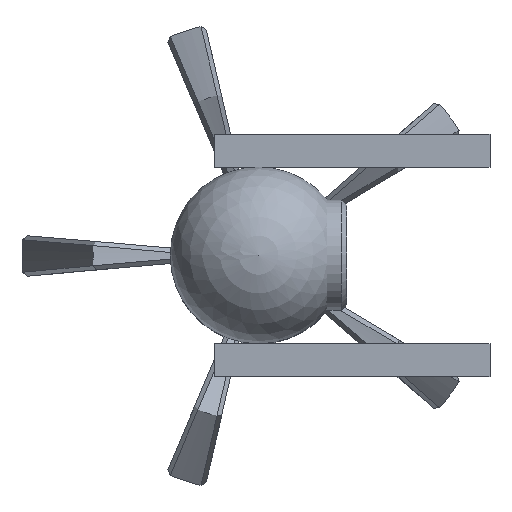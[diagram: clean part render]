
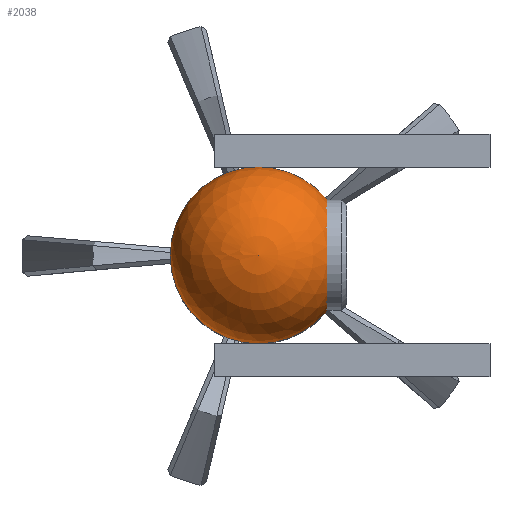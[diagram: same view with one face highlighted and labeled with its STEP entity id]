
A CAD part, top view. The second image highlights one B-rep face of the part: STEP entity #2038.
In plain terms, the highlighted spherical face has radius 400 mm.
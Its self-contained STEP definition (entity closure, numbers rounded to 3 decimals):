
#53=SPHERICAL_SURFACE('',#2212,400.);
#57=B_SPLINE_CURVE_WITH_KNOTS('',3,(#2879,#2880,#2881,#2882,#2883,#2884,
#2885,#2886,#2887,#2888,#2889,#2890,#2891,#2892,#2893,#2894,#2895,#2896,
#2897,#2898,#2899,#2900,#2901,#2902,#2903,#2904,#2905,#2906,#2907,#2908,
#2909,#2910,#2911,#2912,#2913,#2914),.UNSPECIFIED.,.F.,.F.,(4,2,2,2,2,2,
2,2,2,2,2,2,2,2,2,2,2,4),(2.759,3.129,3.744,
4.359,4.975,5.632,6.29,6.947,
7.605,8.257,8.909,9.56,10.212,
10.884,11.556,12.229,12.901,12.914),
 .UNSPECIFIED.);
#58=B_SPLINE_CURVE_WITH_KNOTS('',3,(#2931,#2932,#2933,#2934,#2935,#2936,
#2937,#2938,#2939,#2940,#2941,#2942,#2943,#2944,#2945,#2946,#2947,#2948,
#2949,#2950,#2951,#2952,#2953,#2954,#2955,#2956,#2957,#2958,#2959,#2960,
#2961,#2962,#2963,#2964,#2965,#2966,#2967,#2968,#2969,#2970,#2971,#2972),
 .UNSPECIFIED.,.F.,.F.,(4,2,2,2,2,2,2,2,2,2,2,2,2,2,2,2,2,2,2,2,4),(2.806,
3.06,4.081,4.569,5.057,5.545,
6.033,6.497,6.961,7.425,7.889,
8.352,8.816,9.28,9.744,10.232,
10.72,11.208,11.696,12.717,12.971),
 .UNSPECIFIED.);
#245=FACE_BOUND('',#604,.T.);
#246=FACE_BOUND('',#605,.T.);
#468=FACE_OUTER_BOUND('',#603,.T.);
#603=EDGE_LOOP('',(#1355,#1356,#1357,#1358));
#604=EDGE_LOOP('',(#1359,#1360));
#605=EDGE_LOOP('',(#1361,#1362));
#727=CIRCLE('',#2195,400.);
#728=CIRCLE('',#2196,400.);
#729=CIRCLE('',#2199,139.194);
#733=CIRCLE('',#2209,139.194);
#735=CIRCLE('',#2213,400.);
#782=VERTEX_POINT('',#2730);
#783=VERTEX_POINT('',#2732);
#787=VERTEX_POINT('',#2874);
#788=VERTEX_POINT('',#2875);
#791=VERTEX_POINT('',#2926);
#792=VERTEX_POINT('',#2927);
#793=VERTEX_POINT('',#2974);
#1000=EDGE_CURVE('',#782,#783,#727,.T.);
#1001=EDGE_CURVE('',#783,#782,#728,.T.);
#1005=EDGE_CURVE('',#787,#788,#729,.T.);
#1007=EDGE_CURVE('',#788,#787,#57,.T.);
#1012=EDGE_CURVE('',#791,#792,#733,.T.);
#1014=EDGE_CURVE('',#792,#791,#58,.T.);
#1015=EDGE_CURVE('',#793,#783,#735,.T.);
#1355=ORIENTED_EDGE('',*,*,#1001,.F.);
#1356=ORIENTED_EDGE('',*,*,#1015,.F.);
#1357=ORIENTED_EDGE('',*,*,#1015,.T.);
#1358=ORIENTED_EDGE('',*,*,#1000,.F.);
#1359=ORIENTED_EDGE('',*,*,#1007,.T.);
#1360=ORIENTED_EDGE('',*,*,#1005,.T.);
#1361=ORIENTED_EDGE('',*,*,#1014,.T.);
#1362=ORIENTED_EDGE('',*,*,#1012,.T.);
#2038=ADVANCED_FACE('',(#468,#245,#246),#53,.T.);
#2195=AXIS2_PLACEMENT_3D('',#2733,#2377,#2378);
#2196=AXIS2_PLACEMENT_3D('',#2734,#2379,#2380);
#2199=AXIS2_PLACEMENT_3D('',#2876,#2385,#2386);
#2209=AXIS2_PLACEMENT_3D('',#2928,#2407,#2408);
#2212=AXIS2_PLACEMENT_3D('',#2973,#2413,#2414);
#2213=AXIS2_PLACEMENT_3D('',#2975,#2415,#2416);
#2377=DIRECTION('center_axis',(0.,0.,-1.));
#2378=DIRECTION('ref_axis',(1.,0.,0.));
#2379=DIRECTION('center_axis',(0.,0.,-1.));
#2380=DIRECTION('ref_axis',(1.,0.,0.));
#2385=DIRECTION('center_axis',(-1.,0.,0.));
#2386=DIRECTION('ref_axis',(0.,0.,-1.));
#2407=DIRECTION('center_axis',(-1.,0.,0.));
#2408=DIRECTION('ref_axis',(0.,0.,-1.));
#2413=DIRECTION('center_axis',(0.,0.,1.));
#2414=DIRECTION('ref_axis',(1.,0.,0.));
#2415=DIRECTION('center_axis',(0.,-1.,0.));
#2416=DIRECTION('ref_axis',(-1.,0.,0.));
#2730=CARTESIAN_POINT('',(0.,-400.,1600.));
#2732=CARTESIAN_POINT('',(-400.,0.,1600.));
#2733=CARTESIAN_POINT('Origin',(0.,0.,1600.));
#2734=CARTESIAN_POINT('Origin',(0.,0.,1600.));
#2874=CARTESIAN_POINT('',(375.,-120.948,1668.896));
#2875=CARTESIAN_POINT('',(375.,-68.896,1720.948));
#2876=CARTESIAN_POINT('Origin',(375.,0.,1600.));
#2879=CARTESIAN_POINT('Ctrl Pts',(375.,-68.896,1720.948));
#2880=CARTESIAN_POINT('Ctrl Pts',(375.441,-68.231,1719.96));
#2881=CARTESIAN_POINT('Ctrl Pts',(375.885,-67.6,1718.921));
#2882=CARTESIAN_POINT('Ctrl Pts',(377.064,-66.043,1716.043));
#2883=CARTESIAN_POINT('Ctrl Pts',(377.794,-65.201,1714.129));
#2884=CARTESIAN_POINT('Ctrl Pts',(379.197,-63.846,1710.173));
#2885=CARTESIAN_POINT('Ctrl Pts',(379.871,-63.333,1708.129));
#2886=CARTESIAN_POINT('Ctrl Pts',(381.124,-62.66,1704.035));
#2887=CARTESIAN_POINT('Ctrl Pts',(381.703,-62.5,1701.984));
#2888=CARTESIAN_POINT('Ctrl Pts',(382.777,-62.5,1697.879));
#2889=CARTESIAN_POINT('Ctrl Pts',(383.307,-62.683,1695.668));
#2890=CARTESIAN_POINT('Ctrl Pts',(384.259,-63.471,1691.225));
#2891=CARTESIAN_POINT('Ctrl Pts',(384.681,-64.077,1688.995));
#2892=CARTESIAN_POINT('Ctrl Pts',(385.383,-65.698,1684.673));
#2893=CARTESIAN_POINT('Ctrl Pts',(385.662,-66.714,1682.577));
#2894=CARTESIAN_POINT('Ctrl Pts',(386.065,-69.083,1678.654));
#2895=CARTESIAN_POINT('Ctrl Pts',(386.188,-70.435,1676.827));
#2896=CARTESIAN_POINT('Ctrl Pts',(386.287,-73.323,1673.556));
#2897=CARTESIAN_POINT('Ctrl Pts',(386.269,-74.955,1671.997));
#2898=CARTESIAN_POINT('Ctrl Pts',(386.075,-78.529,1669.171));
#2899=CARTESIAN_POINT('Ctrl Pts',(385.9,-80.471,1667.904));
#2900=CARTESIAN_POINT('Ctrl Pts',(385.402,-84.539,1665.758));
#2901=CARTESIAN_POINT('Ctrl Pts',(385.077,-86.669,1664.877));
#2902=CARTESIAN_POINT('Ctrl Pts',(384.309,-90.967,1663.535));
#2903=CARTESIAN_POINT('Ctrl Pts',(383.865,-93.136,1663.073));
#2904=CARTESIAN_POINT('Ctrl Pts',(382.894,-97.406,1662.526));
#2905=CARTESIAN_POINT('Ctrl Pts',(382.328,-99.664,1662.433));
#2906=CARTESIAN_POINT('Ctrl Pts',(381.077,-104.204,1662.667));
#2907=CARTESIAN_POINT('Ctrl Pts',(380.392,-106.487,1662.995));
#2908=CARTESIAN_POINT('Ctrl Pts',(378.942,-110.932,1664.056));
#2909=CARTESIAN_POINT('Ctrl Pts',(378.176,-113.096,1664.79));
#2910=CARTESIAN_POINT('Ctrl Pts',(376.617,-117.179,1666.592));
#2911=CARTESIAN_POINT('Ctrl Pts',(375.823,-119.098,1667.659));
#2912=CARTESIAN_POINT('Ctrl Pts',(375.031,-120.879,1668.85));
#2913=CARTESIAN_POINT('Ctrl Pts',(375.015,-120.913,1668.873));
#2914=CARTESIAN_POINT('Ctrl Pts',(375.,-120.948,1668.896));
#2926=CARTESIAN_POINT('',(375.,68.896,1720.948));
#2927=CARTESIAN_POINT('',(375.,120.948,1668.896));
#2928=CARTESIAN_POINT('Origin',(375.,0.,1600.));
#2931=CARTESIAN_POINT('Ctrl Pts',(375.,120.948,1668.896));
#2932=CARTESIAN_POINT('Ctrl Pts',(375.305,120.265,1668.437));
#2933=CARTESIAN_POINT('Ctrl Pts',(375.606,119.568,1668.));
#2934=CARTESIAN_POINT('Ctrl Pts',(377.103,116.011,1665.93));
#2935=CARTESIAN_POINT('Ctrl Pts',(378.248,112.957,1664.661));
#2936=CARTESIAN_POINT('Ctrl Pts',(379.795,108.341,1663.407));
#2937=CARTESIAN_POINT('Ctrl Pts',(380.301,106.751,1663.075));
#2938=CARTESIAN_POINT('Ctrl Pts',(381.283,103.464,1662.623));
#2939=CARTESIAN_POINT('Ctrl Pts',(381.759,101.767,1662.503));
#2940=CARTESIAN_POINT('Ctrl Pts',(382.652,98.36,1662.497));
#2941=CARTESIAN_POINT('Ctrl Pts',(383.069,96.648,1662.612));
#2942=CARTESIAN_POINT('Ctrl Pts',(383.823,93.305,1663.064));
#2943=CARTESIAN_POINT('Ctrl Pts',(384.16,91.674,1663.401));
#2944=CARTESIAN_POINT('Ctrl Pts',(384.73,88.663,1664.223));
#2945=CARTESIAN_POINT('Ctrl Pts',(384.99,87.151,1664.732));
#2946=CARTESIAN_POINT('Ctrl Pts',(385.447,84.145,1665.977));
#2947=CARTESIAN_POINT('Ctrl Pts',(385.644,82.651,1666.713));
#2948=CARTESIAN_POINT('Ctrl Pts',(385.958,79.769,1668.381));
#2949=CARTESIAN_POINT('Ctrl Pts',(386.076,78.382,1669.315));
#2950=CARTESIAN_POINT('Ctrl Pts',(386.229,75.785,1671.319));
#2951=CARTESIAN_POINT('Ctrl Pts',(386.265,74.577,1672.39));
#2952=CARTESIAN_POINT('Ctrl Pts',(386.265,72.39,1674.577));
#2953=CARTESIAN_POINT('Ctrl Pts',(386.229,71.319,1675.785));
#2954=CARTESIAN_POINT('Ctrl Pts',(386.076,69.315,1678.382));
#2955=CARTESIAN_POINT('Ctrl Pts',(385.958,68.381,1679.769));
#2956=CARTESIAN_POINT('Ctrl Pts',(385.644,66.713,1682.651));
#2957=CARTESIAN_POINT('Ctrl Pts',(385.447,65.977,1684.145));
#2958=CARTESIAN_POINT('Ctrl Pts',(384.99,64.732,1687.151));
#2959=CARTESIAN_POINT('Ctrl Pts',(384.73,64.223,1688.663));
#2960=CARTESIAN_POINT('Ctrl Pts',(384.16,63.401,1691.674));
#2961=CARTESIAN_POINT('Ctrl Pts',(383.823,63.064,1693.305));
#2962=CARTESIAN_POINT('Ctrl Pts',(383.069,62.612,1696.648));
#2963=CARTESIAN_POINT('Ctrl Pts',(382.652,62.497,1698.36));
#2964=CARTESIAN_POINT('Ctrl Pts',(381.759,62.503,1701.767));
#2965=CARTESIAN_POINT('Ctrl Pts',(381.283,62.623,1703.464));
#2966=CARTESIAN_POINT('Ctrl Pts',(380.301,63.075,1706.751));
#2967=CARTESIAN_POINT('Ctrl Pts',(379.795,63.407,1708.341));
#2968=CARTESIAN_POINT('Ctrl Pts',(378.248,64.661,1712.957));
#2969=CARTESIAN_POINT('Ctrl Pts',(377.103,65.93,1716.011));
#2970=CARTESIAN_POINT('Ctrl Pts',(375.606,68.,1719.568));
#2971=CARTESIAN_POINT('Ctrl Pts',(375.305,68.437,1720.265));
#2972=CARTESIAN_POINT('Ctrl Pts',(375.,68.896,1720.948));
#2973=CARTESIAN_POINT('Origin',(0.,0.,1600.));
#2974=CARTESIAN_POINT('',(0.,0.,2000.));
#2975=CARTESIAN_POINT('Origin',(0.,0.,1600.));
